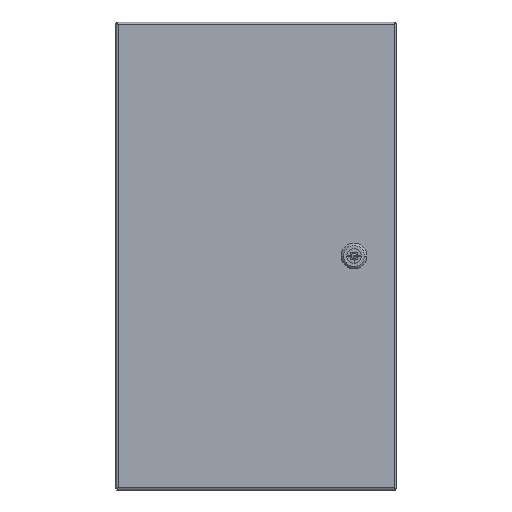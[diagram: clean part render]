
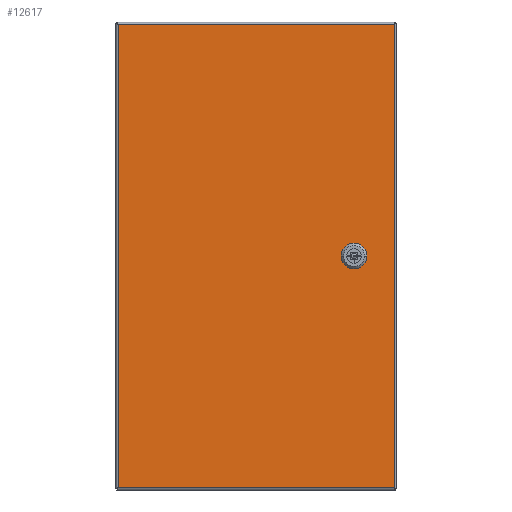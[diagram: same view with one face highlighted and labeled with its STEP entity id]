
A CAD part, front view. The second image highlights one B-rep face of the part: STEP entity #12617.
In plain terms, the highlighted planar face has unit normal (0, -1, 0).
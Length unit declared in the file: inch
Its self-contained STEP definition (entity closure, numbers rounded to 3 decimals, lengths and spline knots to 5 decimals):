
#248 = LINE ( 'NONE', #11853, #20715 ) ;
#773 = VERTEX_POINT ( 'NONE', #20759 ) ;
#808 = CARTESIAN_POINT ( 'NONE',  ( 4.5865, -6.822, -0.2315 ) ) ;
#991 = DIRECTION ( 'NONE',  ( -1., 0., 0. ) ) ;
#1168 = FACE_OUTER_BOUND ( 'NONE', #20977, .T. ) ;
#1277 = VECTOR ( 'NONE', #991, 39.37008 ) ;
#1328 = EDGE_LOOP ( 'NONE', ( #3618, #9413, #17989, #18988, #6462, #14094, #2509, #3904 ) ) ;
#1374 = VECTOR ( 'NONE', #19767, 39.37008 ) ;
#1403 = VERTEX_POINT ( 'NONE', #20256 ) ;
#1598 = CARTESIAN_POINT ( 'NONE',  ( -5.896, -6.822, -9.899 ) ) ;
#1747 = VECTOR ( 'NONE', #15559, 39.37008 ) ;
#1887 = ORIENTED_EDGE ( 'NONE', *, *, #9478, .T. ) ;
#2021 = VERTEX_POINT ( 'NONE', #5921 ) ;
#2023 = EDGE_CURVE ( 'NONE', #19133, #773, #11004, .T. ) ;
#2509 = ORIENTED_EDGE ( 'NONE', *, *, #12204, .T. ) ;
#2641 = VERTEX_POINT ( 'NONE', #20347 ) ;
#2900 = DIRECTION ( 'NONE',  ( 0., 0., 1. ) ) ;
#3009 = LINE ( 'NONE', #4739, #12298 ) ;
#3618 = ORIENTED_EDGE ( 'NONE', *, *, #11742, .T. ) ;
#3904 = ORIENTED_EDGE ( 'NONE', *, *, #21035, .T. ) ;
#3909 = VERTEX_POINT ( 'NONE', #6008 ) ;
#4147 = CARTESIAN_POINT ( 'NONE',  ( 5.901, -6.822, 9.898 ) ) ;
#4455 = LINE ( 'NONE', #19279, #14788 ) ;
#4537 = PLANE ( 'NONE',  #13076 ) ;
#4739 = CARTESIAN_POINT ( 'NONE',  ( 5.901, -6.822, -9.899 ) ) ;
#4978 = VECTOR ( 'NONE', #5851, 39.37008 ) ;
#4985 = CARTESIAN_POINT ( 'NONE',  ( 4.5865, -6.822, -0.2315 ) ) ;
#5531 = LINE ( 'NONE', #10616, #4978 ) ;
#5803 = LINE ( 'NONE', #19003, #16331 ) ;
#5851 = DIRECTION ( 'NONE',  ( 0.707, 0., 0.707 ) ) ;
#5921 = CARTESIAN_POINT ( 'NONE',  ( 4.5865, -6.822, 0.2305 ) ) ;
#6008 = CARTESIAN_POINT ( 'NONE',  ( 3.7955, -6.822, 0.2305 ) ) ;
#6180 = DIRECTION ( 'NONE',  ( 0., -1., 0. ) ) ;
#6390 = CARTESIAN_POINT ( 'NONE',  ( 3.96, -6.822, -0.396 ) ) ;
#6462 = ORIENTED_EDGE ( 'NONE', *, *, #12223, .T. ) ;
#6878 = DIRECTION ( 'NONE',  ( -0.707, 0., 0.707 ) ) ;
#7089 = DIRECTION ( 'NONE',  ( 1., 0., 0. ) ) ;
#7866 = VECTOR ( 'NONE', #20030, 39.37008 ) ;
#8083 = CARTESIAN_POINT ( 'NONE',  ( 3.96, -6.822, 0.395 ) ) ;
#8162 = DIRECTION ( 'NONE',  ( -1., 0., 0. ) ) ;
#8352 = LINE ( 'NONE', #15059, #7866 ) ;
#8376 = EDGE_CURVE ( 'NONE', #3909, #13327, #5531, .T. ) ;
#9250 = ORIENTED_EDGE ( 'NONE', *, *, #20510, .T. ) ;
#9413 = ORIENTED_EDGE ( 'NONE', *, *, #8376, .T. ) ;
#9478 = EDGE_CURVE ( 'NONE', #20053, #15166, #3009, .T. ) ;
#9771 = CARTESIAN_POINT ( 'NONE',  ( 3.7955, -6.822, -0.2315 ) ) ;
#9775 = CARTESIAN_POINT ( 'NONE',  ( -5.896, -6.822, 9.898 ) ) ;
#9996 = VERTEX_POINT ( 'NONE', #14794 ) ;
#10451 = VERTEX_POINT ( 'NONE', #9771 ) ;
#10616 = CARTESIAN_POINT ( 'NONE',  ( 3.96, -6.822, 0.395 ) ) ;
#11004 = LINE ( 'NONE', #808, #15719 ) ;
#11132 = LINE ( 'NONE', #18927, #1374 ) ;
#11274 = EDGE_CURVE ( 'NONE', #15166, #9996, #14875, .T. ) ;
#11742 = EDGE_CURVE ( 'NONE', #10451, #3909, #8352, .T. ) ;
#11853 = CARTESIAN_POINT ( 'NONE',  ( 3.7955, -6.822, -0.2315 ) ) ;
#11999 = VECTOR ( 'NONE', #8162, 39.37008 ) ;
#12167 = CARTESIAN_POINT ( 'NONE',  ( 4.422, -6.822, 0.395 ) ) ;
#12204 = EDGE_CURVE ( 'NONE', #773, #20211, #20802, .T. ) ;
#12223 = EDGE_CURVE ( 'NONE', #2021, #19133, #4455, .T. ) ;
#12298 = VECTOR ( 'NONE', #2900, 39.37008 ) ;
#12380 = DIRECTION ( 'NONE',  ( 0., 0., -1. ) ) ;
#12617 = ADVANCED_FACE ( 'NONE', ( #1168, #21293 ), #4537, .T. ) ;
#12790 = CARTESIAN_POINT ( 'NONE',  ( 5.901, -6.822, -9.899 ) ) ;
#13042 = VECTOR ( 'NONE', #7089, 39.37008 ) ;
#13076 = AXIS2_PLACEMENT_3D ( 'NONE', #1598, #6180, #16239 ) ;
#13327 = VERTEX_POINT ( 'NONE', #8083 ) ;
#13695 = EDGE_CURVE ( 'NONE', #13327, #2641, #20387, .T. ) ;
#14094 = ORIENTED_EDGE ( 'NONE', *, *, #2023, .T. ) ;
#14260 = DIRECTION ( 'NONE',  ( 0.707, 0., -0.707 ) ) ;
#14473 = DIRECTION ( 'NONE',  ( -0.707, 0., -0.707 ) ) ;
#14788 = VECTOR ( 'NONE', #12380, 39.37008 ) ;
#14794 = CARTESIAN_POINT ( 'NONE',  ( -5.896, -6.822, 9.898 ) ) ;
#14875 = LINE ( 'NONE', #9775, #11999 ) ;
#15059 = CARTESIAN_POINT ( 'NONE',  ( 3.7955, -6.822, 0.2305 ) ) ;
#15166 = VERTEX_POINT ( 'NONE', #4147 ) ;
#15559 = DIRECTION ( 'NONE',  ( 0., 0., -1. ) ) ;
#15719 = VECTOR ( 'NONE', #14473, 39.37008 ) ;
#15844 = CARTESIAN_POINT ( 'NONE',  ( 3.96, -6.822, -0.396 ) ) ;
#15974 = LINE ( 'NONE', #18892, #1747 ) ;
#16239 = DIRECTION ( 'NONE',  ( 0., 0., -1. ) ) ;
#16331 = VECTOR ( 'NONE', #14260, 39.37008 ) ;
#17939 = EDGE_CURVE ( 'NONE', #9996, #1403, #15974, .T. ) ;
#17989 = ORIENTED_EDGE ( 'NONE', *, *, #13695, .T. ) ;
#18892 = CARTESIAN_POINT ( 'NONE',  ( -5.896, -6.822, -9.899 ) ) ;
#18927 = CARTESIAN_POINT ( 'NONE',  ( -5.896, -6.822, -9.899 ) ) ;
#18988 = ORIENTED_EDGE ( 'NONE', *, *, #19639, .T. ) ;
#19003 = CARTESIAN_POINT ( 'NONE',  ( 4.422, -6.822, 0.395 ) ) ;
#19020 = ORIENTED_EDGE ( 'NONE', *, *, #11274, .T. ) ;
#19133 = VERTEX_POINT ( 'NONE', #4985 ) ;
#19279 = CARTESIAN_POINT ( 'NONE',  ( 4.5865, -6.822, -0.2315 ) ) ;
#19639 = EDGE_CURVE ( 'NONE', #2641, #2021, #5803, .T. ) ;
#19762 = ORIENTED_EDGE ( 'NONE', *, *, #17939, .T. ) ;
#19767 = DIRECTION ( 'NONE',  ( 1., 0., 0. ) ) ;
#20030 = DIRECTION ( 'NONE',  ( 0., 0., 1. ) ) ;
#20053 = VERTEX_POINT ( 'NONE', #12790 ) ;
#20211 = VERTEX_POINT ( 'NONE', #6390 ) ;
#20256 = CARTESIAN_POINT ( 'NONE',  ( -5.896, -6.822, -9.899 ) ) ;
#20347 = CARTESIAN_POINT ( 'NONE',  ( 4.422, -6.822, 0.395 ) ) ;
#20387 = LINE ( 'NONE', #12167, #13042 ) ;
#20510 = EDGE_CURVE ( 'NONE', #1403, #20053, #11132, .T. ) ;
#20715 = VECTOR ( 'NONE', #6878, 39.37008 ) ;
#20759 = CARTESIAN_POINT ( 'NONE',  ( 4.422, -6.822, -0.396 ) ) ;
#20802 = LINE ( 'NONE', #15844, #1277 ) ;
#20977 = EDGE_LOOP ( 'NONE', ( #1887, #19020, #19762, #9250 ) ) ;
#21035 = EDGE_CURVE ( 'NONE', #20211, #10451, #248, .T. ) ;
#21293 = FACE_BOUND ( 'NONE', #1328, .T. ) ;
